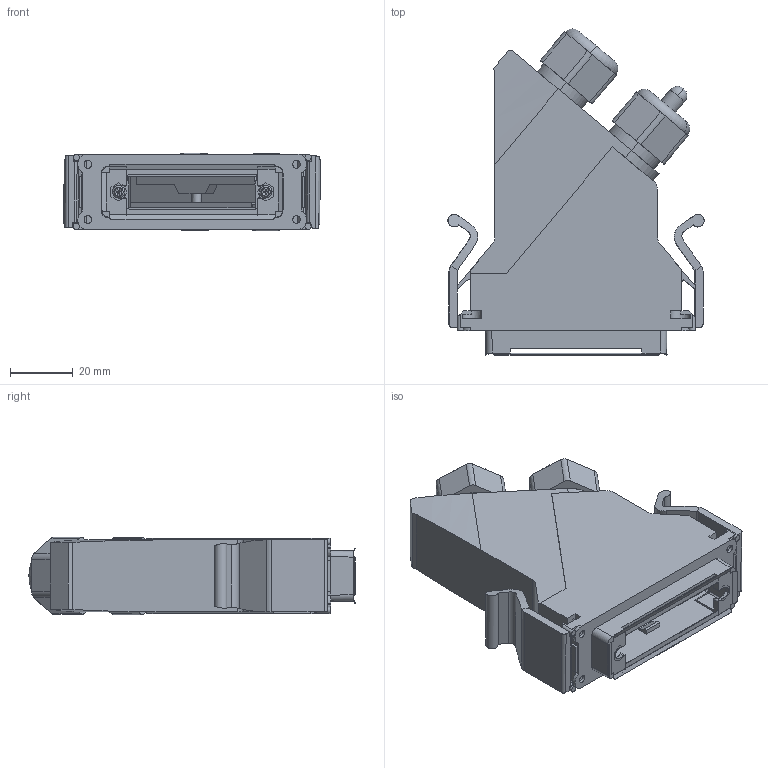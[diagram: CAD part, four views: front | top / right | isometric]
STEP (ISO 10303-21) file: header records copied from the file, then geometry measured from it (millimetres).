
FILE_DESCRIPTION(('Creo Elements/Direct Modeling STEP Export'),'2;1');
FILE_NAME('model.stp','2019-05-18T 1:25:46',(''),(''),'Creo Elements/Direct Modeling STEP processor for AP214 (Solid Model)','Creo Elements/Direct Modeling 20.1A 29-Sep-2018 (C) Parametric Technology GmbH','');
FILE_SCHEMA(('AUTOMOTIVE_DESIGN { 1 0 10303 214 1 1 1 1 }'));
Length unit declared in the file: millimetre
Products named in the file (2): VS-25-SET-EMV
Assembly tree (1 placements, depth 2):
  VS-25-SET-EMV
    VS-25-SET-EMV
Bounding box: 81.86 x 104.16 x 24.71 mm (x, y, z)
Volume: 71505 mm3; surface area: 46310.6 mm2
Topology: 1 solids, 1 shells, 892 faces, 2575 edges, 1684 vertices
Faces by surface type: plane 629, cylinder 240, torus 12, cone 6, sphere 4, extrusion 1
Entity records: 38441 total; most frequent: CARTESIAN_POINT 8188, ORIENTED_EDGE 5146, DIRECTION 4471, EDGE_CURVE 2573, VECTOR 1841, LINE 1840, VERTEX_POINT 1684, AXIS2_PLACEMENT_3D 1315
